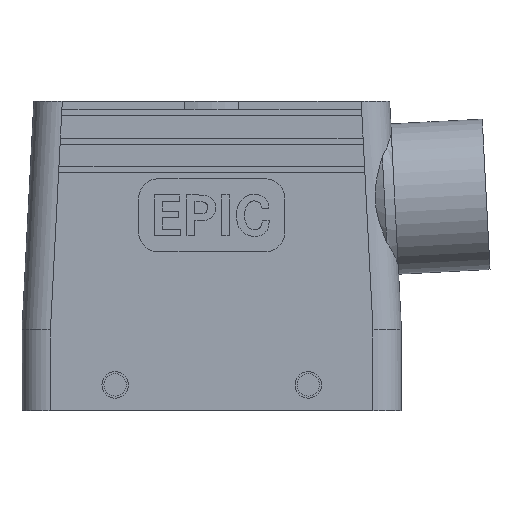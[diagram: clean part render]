
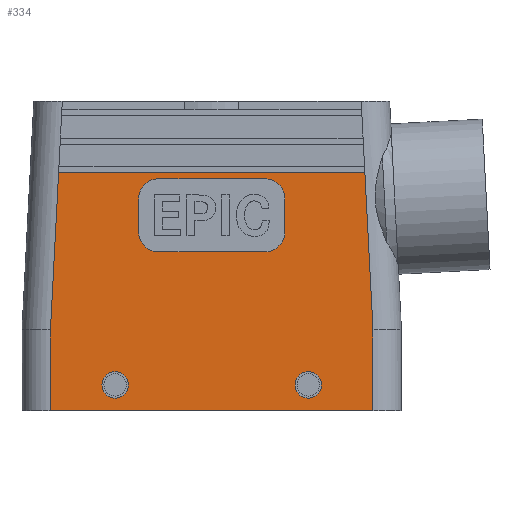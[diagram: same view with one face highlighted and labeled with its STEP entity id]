
A CAD part, front view. The second image highlights one B-rep face of the part: STEP entity #334.
In plain terms, the highlighted planar face has unit normal (0, -1, 0).
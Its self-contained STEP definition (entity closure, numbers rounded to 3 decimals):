
#334 = ADVANCED_FACE( '', ( #790, #791, #792, #793 ), #794, .F. );
#790 = FACE_BOUND( '', #1385, .T. );
#791 = FACE_OUTER_BOUND( '', #1386, .T. );
#792 = FACE_BOUND( '', #1387, .T. );
#793 = FACE_BOUND( '', #1388, .T. );
#794 = PLANE( '', #1389 );
#1385 = EDGE_LOOP( '', ( #2342 ) );
#1386 = EDGE_LOOP( '', ( #2343, #2344, #2345, #2346, #2347, #2348 ) );
#1387 = EDGE_LOOP( '', ( #2349 ) );
#1388 = EDGE_LOOP( '', ( #2350, #2351, #2352, #2353, #2354, #2355, #2356, #2357 ) );
#1389 = AXIS2_PLACEMENT_3D( '', #2358, #2359, #2360 );
#2342 = ORIENTED_EDGE( '', *, *, #3683, .T. );
#2343 = ORIENTED_EDGE( '', *, *, #3684, .F. );
#2344 = ORIENTED_EDGE( '', *, *, #3685, .F. );
#2345 = ORIENTED_EDGE( '', *, *, #3686, .T. );
#2346 = ORIENTED_EDGE( '', *, *, #3687, .T. );
#2347 = ORIENTED_EDGE( '', *, *, #3624, .T. );
#2348 = ORIENTED_EDGE( '', *, *, #3647, .F. );
#2349 = ORIENTED_EDGE( '', *, *, #3688, .F. );
#2350 = ORIENTED_EDGE( '', *, *, #3689, .T. );
#2351 = ORIENTED_EDGE( '', *, *, #3482, .T. );
#2352 = ORIENTED_EDGE( '', *, *, #3578, .T. );
#2353 = ORIENTED_EDGE( '', *, *, #3533, .T. );
#2354 = ORIENTED_EDGE( '', *, *, #3690, .T. );
#2355 = ORIENTED_EDGE( '', *, *, #3691, .T. );
#2356 = ORIENTED_EDGE( '', *, *, #3692, .T. );
#2357 = ORIENTED_EDGE( '', *, *, #3650, .T. );
#2358 = CARTESIAN_POINT( '', ( -46.65, -21.5, 20. ) );
#2359 = DIRECTION( '', ( 0., 1., 0. ) );
#2360 = DIRECTION( '', ( 0., 0., 1. ) );
#3482 = EDGE_CURVE( '', #4146, #4147, #4148, .T. );
#3533 = EDGE_CURVE( '', #4232, #4233, #4234, .T. );
#3578 = EDGE_CURVE( '', #4147, #4232, #4306, .T. );
#3624 = EDGE_CURVE( '', #4379, #4377, #4380, .T. );
#3647 = EDGE_CURVE( '', #4415, #4377, #4416, .T. );
#3650 = EDGE_CURVE( '', #4419, #4420, #4421, .T. );
#3683 = EDGE_CURVE( '', #4469, #4469, #4470, .T. );
#3684 = EDGE_CURVE( '', #4220, #4415, #4471, .F. );
#3685 = EDGE_CURVE( '', #4472, #4220, #4473, .T. );
#3686 = EDGE_CURVE( '', #4472, #4474, #4475, .F. );
#3687 = EDGE_CURVE( '', #4474, #4379, #4476, .T. );
#3688 = EDGE_CURVE( '', #4477, #4477, #4478, .T. );
#3689 = EDGE_CURVE( '', #4420, #4146, #4479, .T. );
#3690 = EDGE_CURVE( '', #4233, #4480, #4481, .T. );
#3691 = EDGE_CURVE( '', #4480, #4482, #4483, .T. );
#3692 = EDGE_CURVE( '', #4482, #4419, #4484, .T. );
#4146 = VERTEX_POINT( '', #5150 );
#4147 = VERTEX_POINT( '', #5151 );
#4148 = LINE( '', #5152, #5153 );
#4220 = VERTEX_POINT( '', #5317 );
#4232 = VERTEX_POINT( '', #5335 );
#4233 = VERTEX_POINT( '', #5336 );
#4234 = LINE( '', #5337, #5338 );
#4306 = CIRCLE( '', #5458, 5. );
#4377 = VERTEX_POINT( '', #5606 );
#4379 = VERTEX_POINT( '', #5608 );
#4380 = LINE( '', #5609, #5610 );
#4415 = VERTEX_POINT( '', #5654 );
#4416 = LINE( '', #5655, #5656 );
#4419 = VERTEX_POINT( '', #5659 );
#4420 = VERTEX_POINT( '', #5660 );
#4421 = LINE( '', #5661, #5662 );
#4469 = VERTEX_POINT( '', #5731 );
#4470 = CIRCLE( '', #5732, 3.25 );
#4471 = LINE( '', #5733, #5734 );
#4472 = VERTEX_POINT( '', #5735 );
#4473 = LINE( '', #5736, #5737 );
#4474 = VERTEX_POINT( '', #5738 );
#4475 = LINE( '', #5739, #5740 );
#4476 = LINE( '', #5741, #5742 );
#4477 = VERTEX_POINT( '', #5743 );
#4478 = CIRCLE( '', #5744, 3.25 );
#4479 = CIRCLE( '', #5745, 5. );
#4480 = VERTEX_POINT( '', #5746 );
#4481 = CIRCLE( '', #5747, 5. );
#4482 = VERTEX_POINT( '', #5748 );
#4483 = LINE( '', #5749, #5750 );
#4484 = CIRCLE( '', #5751, 5. );
#5150 = CARTESIAN_POINT( '', ( -13., -21.5, 57. ) );
#5151 = CARTESIAN_POINT( '', ( 13., -21.5, 57. ) );
#5152 = CARTESIAN_POINT( '', ( -13., -21.5, 57. ) );
#5153 = VECTOR( '', #6490, 1000. );
#5317 = CARTESIAN_POINT( '', ( 37.647, -21.5, 58.5 ) );
#5335 = CARTESIAN_POINT( '', ( 18., -21.5, 52. ) );
#5336 = CARTESIAN_POINT( '', ( 18., -21.5, 44. ) );
#5337 = CARTESIAN_POINT( '', ( 18., -21.5, 52. ) );
#5338 = VECTOR( '', #6542, 1000. );
#5458 = AXIS2_PLACEMENT_3D( '', #6582, #6583, #6584 );
#5606 = CARTESIAN_POINT( '', ( 39.65, -21.5, 0. ) );
#5608 = CARTESIAN_POINT( '', ( -39.65, -21.5, 0. ) );
#5609 = CARTESIAN_POINT( '', ( -46.65, -21.5, 0. ) );
#5610 = VECTOR( '', #6658, 1000. );
#5654 = CARTESIAN_POINT( '', ( 39.65, -21.5, 19.819 ) );
#5655 = CARTESIAN_POINT( '', ( 39.65, -21.5, 20. ) );
#5656 = VECTOR( '', #6690, 1000. );
#5659 = CARTESIAN_POINT( '', ( -18., -21.5, 44. ) );
#5660 = CARTESIAN_POINT( '', ( -18., -21.5, 52. ) );
#5661 = CARTESIAN_POINT( '', ( -18., -21.5, 44. ) );
#5662 = VECTOR( '', #6694, 1000. );
#5731 = CARTESIAN_POINT( '', ( 20.5, -21.5, 6.3 ) );
#5732 = AXIS2_PLACEMENT_3D( '', #6722, #6723, #6724 );
#5733 = CARTESIAN_POINT( '', ( 39.659, -21.5, 19.638 ) );
#5734 = VECTOR( '', #6725, 1000. );
#5735 = CARTESIAN_POINT( '', ( -37.647, -21.5, 58.5 ) );
#5736 = CARTESIAN_POINT( '', ( -37.647, -21.5, 58.5 ) );
#5737 = VECTOR( '', #6726, 1000. );
#5738 = CARTESIAN_POINT( '', ( -39.65, -21.5, 19.819 ) );
#5739 = CARTESIAN_POINT( '', ( -39.659, -21.5, 19.638 ) );
#5740 = VECTOR( '', #6727, 1000. );
#5741 = CARTESIAN_POINT( '', ( -39.65, -21.5, 20. ) );
#5742 = VECTOR( '', #6728, 1000. );
#5743 = CARTESIAN_POINT( '', ( -20.5, -21.5, 6.3 ) );
#5744 = AXIS2_PLACEMENT_3D( '', #6729, #6730, #6731 );
#5745 = AXIS2_PLACEMENT_3D( '', #6732, #6733, #6734 );
#5746 = CARTESIAN_POINT( '', ( 13., -21.5, 39. ) );
#5747 = AXIS2_PLACEMENT_3D( '', #6735, #6736, #6737 );
#5748 = CARTESIAN_POINT( '', ( -13., -21.5, 39. ) );
#5749 = CARTESIAN_POINT( '', ( -13., -21.5, 39. ) );
#5750 = VECTOR( '', #6738, 1000. );
#5751 = AXIS2_PLACEMENT_3D( '', #6739, #6740, #6741 );
#6490 = DIRECTION( '', ( 1., 0., 0. ) );
#6542 = DIRECTION( '', ( 0., 0., -1. ) );
#6582 = CARTESIAN_POINT( '', ( 13., -21.5, 52. ) );
#6583 = DIRECTION( '', ( 0., 1., 0. ) );
#6584 = DIRECTION( '', ( -1., 0., 0. ) );
#6658 = DIRECTION( '', ( 1., 0., 0. ) );
#6690 = DIRECTION( '', ( 0., 0., -1. ) );
#6694 = DIRECTION( '', ( 0., 0., 1. ) );
#6722 = CARTESIAN_POINT( '', ( 23.75, -21.5, 6.3 ) );
#6723 = DIRECTION( '', ( 0., 1., 0. ) );
#6724 = DIRECTION( '', ( -1., 0., 0. ) );
#6725 = DIRECTION( '', ( -0.052, 0., 0.999 ) );
#6726 = DIRECTION( '', ( 1., 0., 0. ) );
#6727 = DIRECTION( '', ( 0.052, 0., 0.999 ) );
#6728 = DIRECTION( '', ( 0., 0., -1. ) );
#6729 = CARTESIAN_POINT( '', ( -23.75, -21.5, 6.3 ) );
#6730 = DIRECTION( '', ( 0., -1., 0. ) );
#6731 = DIRECTION( '', ( 1., 0., 0. ) );
#6732 = CARTESIAN_POINT( '', ( -13., -21.5, 52. ) );
#6733 = DIRECTION( '', ( 0., 1., 0. ) );
#6734 = DIRECTION( '', ( 1., 0., 0. ) );
#6735 = CARTESIAN_POINT( '', ( 13., -21.5, 44. ) );
#6736 = DIRECTION( '', ( 0., 1., 0. ) );
#6737 = DIRECTION( '', ( 1., 0., 0. ) );
#6738 = DIRECTION( '', ( -1., 0., 0. ) );
#6739 = CARTESIAN_POINT( '', ( -13., -21.5, 44. ) );
#6740 = DIRECTION( '', ( 0., 1., 0. ) );
#6741 = DIRECTION( '', ( 1., 0., 0. ) );
